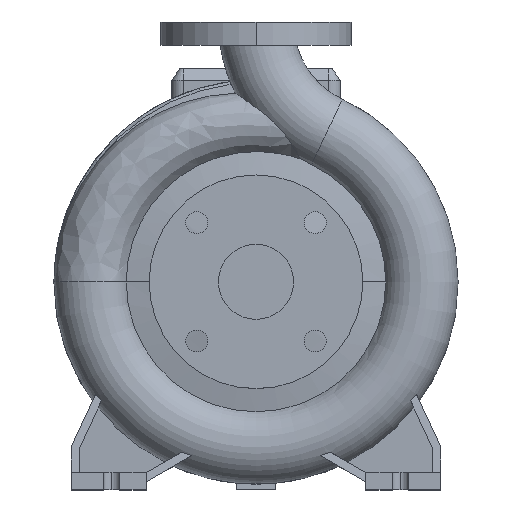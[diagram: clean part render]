
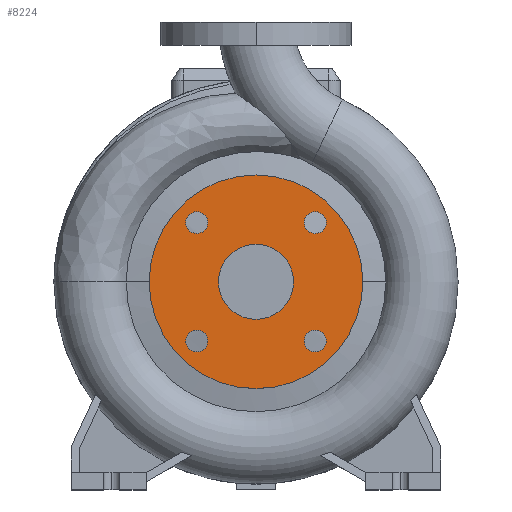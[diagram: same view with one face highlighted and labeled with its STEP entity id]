
A CAD part, top view. The second image highlights one B-rep face of the part: STEP entity #8224.
In plain terms, the highlighted planar face has unit normal (0, 0, 1).
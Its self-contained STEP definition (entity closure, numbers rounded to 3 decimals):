
#70 = DIRECTION ( 'NONE',  ( 1., 0., 0. ) ) ;
#283 = CIRCLE ( 'NONE', #4651, 32.5 ) ;
#347 = DIRECTION ( 'NONE',  ( 1., 0., 0. ) ) ;
#545 = CARTESIAN_POINT ( 'NONE',  ( 51.265, -51.265, 100. ) ) ;
#638 = EDGE_CURVE ( 'NONE', #12033, #4052, #5721, .T. ) ;
#1332 = DIRECTION ( 'NONE',  ( 1., 0., 0. ) ) ;
#1448 = DIRECTION ( 'NONE',  ( 1., 0., 0. ) ) ;
#1461 = VERTEX_POINT ( 'NONE', #2208 ) ;
#1663 = CIRCLE ( 'NONE', #2345, 32.5 ) ;
#1849 = DIRECTION ( 'NONE',  ( 0., 0., 1. ) ) ;
#1936 = CARTESIAN_POINT ( 'NONE',  ( 0., 92.5, 100. ) ) ;
#1972 = AXIS2_PLACEMENT_3D ( 'NONE', #10349, #5913, #1332 ) ;
#2199 = EDGE_CURVE ( 'NONE', #11642, #9942, #13742, .T. ) ;
#2208 = CARTESIAN_POINT ( 'NONE',  ( -92.5, 0., 100. ) ) ;
#2277 = CARTESIAN_POINT ( 'NONE',  ( -32.5, 0., 100. ) ) ;
#2345 = AXIS2_PLACEMENT_3D ( 'NONE', #6200, #11636, #7008 ) ;
#2379 = AXIS2_PLACEMENT_3D ( 'NONE', #9899, #6534, #70 ) ;
#2428 = ORIENTED_EDGE ( 'NONE', *, *, #12772, .F. ) ;
#2574 = CARTESIAN_POINT ( 'NONE',  ( 32.5, 0., 100. ) ) ;
#2718 = EDGE_CURVE ( 'NONE', #1461, #8705, #6218, .T. ) ;
#2738 = DIRECTION ( 'NONE',  ( 1., 0., 0. ) ) ;
#2829 = EDGE_LOOP ( 'NONE', ( #12372, #5116 ) ) ;
#2929 = CARTESIAN_POINT ( 'NONE',  ( 0., 0., 100. ) ) ;
#2955 = EDGE_CURVE ( 'NONE', #3741, #3582, #1663, .T. ) ;
#3047 = EDGE_CURVE ( 'NONE', #10530, #7102, #9897, .T. ) ;
#3233 = EDGE_LOOP ( 'NONE', ( #5939, #5102 ) ) ;
#3240 = CARTESIAN_POINT ( 'NONE',  ( 41.765, 51.265, 100. ) ) ;
#3286 = CIRCLE ( 'NONE', #2379, 9.5 ) ;
#3465 = CARTESIAN_POINT ( 'NONE',  ( 60.765, -51.265, 100. ) ) ;
#3582 = VERTEX_POINT ( 'NONE', #2574 ) ;
#3676 = EDGE_CURVE ( 'NONE', #3582, #3741, #283, .T. ) ;
#3741 = VERTEX_POINT ( 'NONE', #2277 ) ;
#3829 = CARTESIAN_POINT ( 'NONE',  ( -51.265, 51.265, 100. ) ) ;
#3886 = EDGE_CURVE ( 'NONE', #7102, #10530, #9194, .T. ) ;
#3894 = DIRECTION ( 'NONE',  ( 0., 0., 1. ) ) ;
#4052 = VERTEX_POINT ( 'NONE', #8646 ) ;
#4515 = EDGE_LOOP ( 'NONE', ( #4965, #2428 ) ) ;
#4651 = AXIS2_PLACEMENT_3D ( 'NONE', #2929, #1849, #11086 ) ;
#4965 = ORIENTED_EDGE ( 'NONE', *, *, #10756, .F. ) ;
#5017 = FACE_BOUND ( 'NONE', #5253, .T. ) ;
#5102 = ORIENTED_EDGE ( 'NONE', *, *, #638, .F. ) ;
#5116 = ORIENTED_EDGE ( 'NONE', *, *, #3047, .F. ) ;
#5157 = PLANE ( 'NONE',  #13614 ) ;
#5221 = ORIENTED_EDGE ( 'NONE', *, *, #8062, .F. ) ;
#5253 = EDGE_LOOP ( 'NONE', ( #8278, #7422 ) ) ;
#5721 = CIRCLE ( 'NONE', #11207, 9.5 ) ;
#5723 = CARTESIAN_POINT ( 'NONE',  ( 0., 0., 100. ) ) ;
#5913 = DIRECTION ( 'NONE',  ( 0., 0., 1. ) ) ;
#5939 = ORIENTED_EDGE ( 'NONE', *, *, #14106, .F. ) ;
#6082 = CIRCLE ( 'NONE', #12474, 9.5 ) ;
#6200 = CARTESIAN_POINT ( 'NONE',  ( 0., 0., 100. ) ) ;
#6218 = CIRCLE ( 'NONE', #9885, 92.5 ) ;
#6234 = FACE_BOUND ( 'NONE', #7436, .T. ) ;
#6252 = CARTESIAN_POINT ( 'NONE',  ( -51.265, 51.265, 100. ) ) ;
#6295 = CARTESIAN_POINT ( 'NONE',  ( 0., 0., 100. ) ) ;
#6434 = DIRECTION ( 'NONE',  ( 0., 0., 1. ) ) ;
#6456 = AXIS2_PLACEMENT_3D ( 'NONE', #10364, #10709, #13915 ) ;
#6525 = CARTESIAN_POINT ( 'NONE',  ( 60.765, 51.265, 100. ) ) ;
#6534 = DIRECTION ( 'NONE',  ( 0., 0., 1. ) ) ;
#7008 = DIRECTION ( 'NONE',  ( 1., 0., 0. ) ) ;
#7102 = VERTEX_POINT ( 'NONE', #3465 ) ;
#7189 = EDGE_CURVE ( 'NONE', #8705, #1461, #13359, .T. ) ;
#7422 = ORIENTED_EDGE ( 'NONE', *, *, #2955, .F. ) ;
#7436 = EDGE_LOOP ( 'NONE', ( #5221, #12447 ) ) ;
#7666 = DIRECTION ( 'NONE',  ( 1., 0., 0. ) ) ;
#7832 = AXIS2_PLACEMENT_3D ( 'NONE', #13627, #12555, #12340 ) ;
#8062 = EDGE_CURVE ( 'NONE', #9942, #11642, #6082, .T. ) ;
#8189 = DIRECTION ( 'NONE',  ( 0., 0., 1. ) ) ;
#8224 = ADVANCED_FACE ( 'NONE', ( #11735, #5017, #9330, #13680, #6234, #10467 ), #5157, .F. ) ;
#8265 = DIRECTION ( 'NONE',  ( 1., 0., 0. ) ) ;
#8276 = VERTEX_POINT ( 'NONE', #6525 ) ;
#8278 = ORIENTED_EDGE ( 'NONE', *, *, #3676, .F. ) ;
#8583 = CIRCLE ( 'NONE', #14045, 9.5 ) ;
#8646 = CARTESIAN_POINT ( 'NONE',  ( -41.765, 51.265, 100. ) ) ;
#8705 = VERTEX_POINT ( 'NONE', #14001 ) ;
#9041 = CARTESIAN_POINT ( 'NONE',  ( -60.765, -51.265, 100. ) ) ;
#9185 = CARTESIAN_POINT ( 'NONE',  ( -41.765, -51.265, 100. ) ) ;
#9194 = CIRCLE ( 'NONE', #11022, 9.5 ) ;
#9330 = FACE_OUTER_BOUND ( 'NONE', #13365, .T. ) ;
#9363 = DIRECTION ( 'NONE',  ( 1., 0., 0. ) ) ;
#9532 = DIRECTION ( 'NONE',  ( 0., 0., -1. ) ) ;
#9781 = ORIENTED_EDGE ( 'NONE', *, *, #2718, .T. ) ;
#9885 = AXIS2_PLACEMENT_3D ( 'NONE', #6295, #6434, #7666 ) ;
#9897 = CIRCLE ( 'NONE', #6456, 9.5 ) ;
#9899 = CARTESIAN_POINT ( 'NONE',  ( 51.265, 51.265, 100. ) ) ;
#9942 = VERTEX_POINT ( 'NONE', #9185 ) ;
#10233 = DIRECTION ( 'NONE',  ( 0., 0., 1. ) ) ;
#10349 = CARTESIAN_POINT ( 'NONE',  ( 51.265, 51.265, 100. ) ) ;
#10364 = CARTESIAN_POINT ( 'NONE',  ( 51.265, -51.265, 100. ) ) ;
#10467 = FACE_BOUND ( 'NONE', #2829, .T. ) ;
#10530 = VERTEX_POINT ( 'NONE', #11388 ) ;
#10709 = DIRECTION ( 'NONE',  ( 0., 0., 1. ) ) ;
#10756 = EDGE_CURVE ( 'NONE', #8276, #11020, #12709, .T. ) ;
#11020 = VERTEX_POINT ( 'NONE', #3240 ) ;
#11022 = AXIS2_PLACEMENT_3D ( 'NONE', #545, #10233, #9363 ) ;
#11086 = DIRECTION ( 'NONE',  ( 1., 0., 0. ) ) ;
#11095 = DIRECTION ( 'NONE',  ( 0., 0., 1. ) ) ;
#11207 = AXIS2_PLACEMENT_3D ( 'NONE', #6252, #3894, #8265 ) ;
#11388 = CARTESIAN_POINT ( 'NONE',  ( 41.765, -51.265, 100. ) ) ;
#11540 = AXIS2_PLACEMENT_3D ( 'NONE', #5723, #11095, #347 ) ;
#11636 = DIRECTION ( 'NONE',  ( 0., 0., 1. ) ) ;
#11642 = VERTEX_POINT ( 'NONE', #9041 ) ;
#11735 = FACE_BOUND ( 'NONE', #4515, .T. ) ;
#12033 = VERTEX_POINT ( 'NONE', #13225 ) ;
#12340 = DIRECTION ( 'NONE',  ( 1., 0., 0. ) ) ;
#12372 = ORIENTED_EDGE ( 'NONE', *, *, #3886, .F. ) ;
#12447 = ORIENTED_EDGE ( 'NONE', *, *, #2199, .F. ) ;
#12474 = AXIS2_PLACEMENT_3D ( 'NONE', #13538, #8189, #1448 ) ;
#12518 = ORIENTED_EDGE ( 'NONE', *, *, #7189, .T. ) ;
#12549 = DIRECTION ( 'NONE',  ( 0., 0., 1. ) ) ;
#12555 = DIRECTION ( 'NONE',  ( 0., 0., 1. ) ) ;
#12709 = CIRCLE ( 'NONE', #1972, 9.5 ) ;
#12772 = EDGE_CURVE ( 'NONE', #11020, #8276, #3286, .T. ) ;
#13225 = CARTESIAN_POINT ( 'NONE',  ( -60.765, 51.265, 100. ) ) ;
#13359 = CIRCLE ( 'NONE', #11540, 92.5 ) ;
#13365 = EDGE_LOOP ( 'NONE', ( #12518, #9781 ) ) ;
#13538 = CARTESIAN_POINT ( 'NONE',  ( -51.265, -51.265, 100. ) ) ;
#13614 = AXIS2_PLACEMENT_3D ( 'NONE', #1936, #9532, #13879 ) ;
#13627 = CARTESIAN_POINT ( 'NONE',  ( -51.265, -51.265, 100. ) ) ;
#13680 = FACE_BOUND ( 'NONE', #3233, .T. ) ;
#13742 = CIRCLE ( 'NONE', #7832, 9.5 ) ;
#13879 = DIRECTION ( 'NONE',  ( -1., 0., 0. ) ) ;
#13915 = DIRECTION ( 'NONE',  ( 1., 0., 0. ) ) ;
#14001 = CARTESIAN_POINT ( 'NONE',  ( 92.5, 0., 100. ) ) ;
#14045 = AXIS2_PLACEMENT_3D ( 'NONE', #3829, #12549, #2738 ) ;
#14106 = EDGE_CURVE ( 'NONE', #4052, #12033, #8583, .T. ) ;
